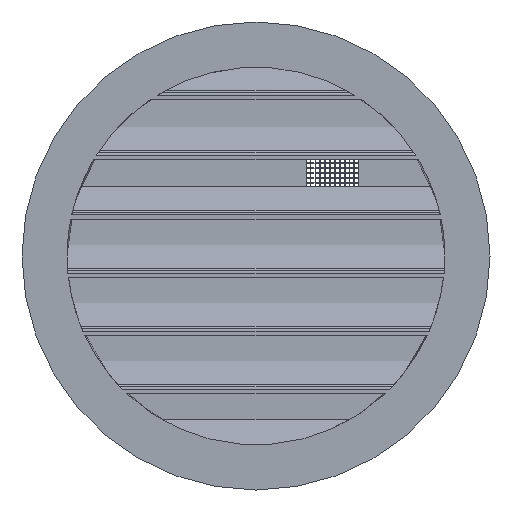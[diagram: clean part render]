
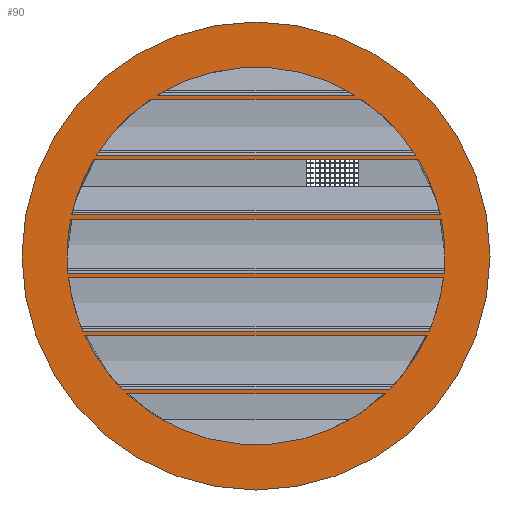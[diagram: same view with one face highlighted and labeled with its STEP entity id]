
A CAD part, front view. The second image highlights one B-rep face of the part: STEP entity #90.
In plain terms, the highlighted planar face has unit normal (0, -1, 0).
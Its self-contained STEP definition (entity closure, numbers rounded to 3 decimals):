
#90=ADVANCED_FACE('',(#678,#679,#680,#681,#682,#683,#684,#685),#686,.T.);
#678=FACE_OUTER_BOUND('',#2034,.T.);
#679=FACE_BOUND('',#2035,.T.);
#680=FACE_BOUND('',#2036,.T.);
#681=FACE_BOUND('',#2037,.T.);
#682=FACE_BOUND('',#2038,.T.);
#683=FACE_BOUND('',#2039,.T.);
#684=FACE_BOUND('',#2040,.T.);
#685=FACE_BOUND('',#2041,.T.);
#686=PLANE('',#2042);
#2034=EDGE_LOOP('',(#3569,#3570));
#2035=EDGE_LOOP('',(#3571,#3572));
#2036=EDGE_LOOP('',(#3573,#3574,#3575,#3576));
#2037=EDGE_LOOP('',(#3577,#3578,#3579,#3580));
#2038=EDGE_LOOP('',(#3581,#3582,#3583,#3584,#3585,#3586));
#2039=EDGE_LOOP('',(#3587,#3588,#3589,#3590));
#2040=EDGE_LOOP('',(#3591,#3592,#3593,#3594));
#2041=EDGE_LOOP('',(#3595,#3596));
#2042=AXIS2_PLACEMENT_3D('',#3597,#3598,#3599);
#3569=ORIENTED_EDGE('',*,*,#8312,.F.);
#3570=ORIENTED_EDGE('',*,*,#8198,.F.);
#3571=ORIENTED_EDGE('',*,*,#8268,.F.);
#3572=ORIENTED_EDGE('',*,*,#8307,.F.);
#3573=ORIENTED_EDGE('',*,*,#8304,.F.);
#3574=ORIENTED_EDGE('',*,*,#8273,.T.);
#3575=ORIENTED_EDGE('',*,*,#8303,.F.);
#3576=ORIENTED_EDGE('',*,*,#8308,.F.);
#3577=ORIENTED_EDGE('',*,*,#8310,.T.);
#3578=ORIENTED_EDGE('',*,*,#8313,.F.);
#3579=ORIENTED_EDGE('',*,*,#8314,.F.);
#3580=ORIENTED_EDGE('',*,*,#8315,.F.);
#3581=ORIENTED_EDGE('',*,*,#8316,.F.);
#3582=ORIENTED_EDGE('',*,*,#8208,.F.);
#3583=ORIENTED_EDGE('',*,*,#8317,.F.);
#3584=ORIENTED_EDGE('',*,*,#8318,.T.);
#3585=ORIENTED_EDGE('',*,*,#8319,.F.);
#3586=ORIENTED_EDGE('',*,*,#8220,.F.);
#3587=ORIENTED_EDGE('',*,*,#8231,.F.);
#3588=ORIENTED_EDGE('',*,*,#8320,.T.);
#3589=ORIENTED_EDGE('',*,*,#8225,.F.);
#3590=ORIENTED_EDGE('',*,*,#8321,.F.);
#3591=ORIENTED_EDGE('',*,*,#8322,.F.);
#3592=ORIENTED_EDGE('',*,*,#8323,.F.);
#3593=ORIENTED_EDGE('',*,*,#8324,.F.);
#3594=ORIENTED_EDGE('',*,*,#8325,.T.);
#3595=ORIENTED_EDGE('',*,*,#8326,.T.);
#3596=ORIENTED_EDGE('',*,*,#8327,.F.);
#3597=CARTESIAN_POINT('',(7.186,0.0,3.5));
#3598=DIRECTION('',(0.0,-1.0,0.0));
#3599=DIRECTION('',(1.0,0.0,0.0));
#8198=EDGE_CURVE('',#9817,#9813,#9819,.T.);
#8208=EDGE_CURVE('',#9836,#9839,#9840,.T.);
#8220=EDGE_CURVE('',#9861,#9855,#9863,.T.);
#8225=EDGE_CURVE('',#9870,#9872,#9873,.T.);
#8231=EDGE_CURVE('',#9882,#9884,#9885,.T.);
#8268=EDGE_CURVE('',#9946,#9948,#9949,.T.);
#8273=EDGE_CURVE('',#9952,#9956,#9958,.T.);
#8303=EDGE_CURVE('',#10009,#9956,#10011,.T.);
#8304=EDGE_CURVE('',#9952,#10012,#10013,.T.);
#8307=EDGE_CURVE('',#9948,#9946,#10016,.T.);
#8308=EDGE_CURVE('',#10012,#10009,#10017,.T.);
#8310=EDGE_CURVE('',#10020,#10018,#10021,.T.);
#8312=EDGE_CURVE('',#9813,#9817,#10023,.T.);
#8313=EDGE_CURVE('',#10024,#10018,#10025,.T.);
#8314=EDGE_CURVE('',#10026,#10024,#10027,.T.);
#8315=EDGE_CURVE('',#10020,#10026,#10028,.T.);
#8316=EDGE_CURVE('',#9839,#9861,#10029,.T.);
#8317=EDGE_CURVE('',#10030,#9836,#10031,.T.);
#8318=EDGE_CURVE('',#10030,#10032,#10033,.T.);
#8319=EDGE_CURVE('',#9855,#10032,#10034,.T.);
#8320=EDGE_CURVE('',#9882,#9872,#10035,.T.);
#8321=EDGE_CURVE('',#9884,#9870,#10036,.T.);
#8322=EDGE_CURVE('',#10037,#10038,#10039,.T.);
#8323=EDGE_CURVE('',#10040,#10037,#10041,.T.);
#8324=EDGE_CURVE('',#10042,#10040,#10043,.T.);
#8325=EDGE_CURVE('',#10042,#10038,#10044,.T.);
#8326=EDGE_CURVE('',#10045,#10046,#10047,.T.);
#8327=EDGE_CURVE('',#10045,#10046,#10048,.T.);
#9813=VERTEX_POINT('',#12507);
#9817=VERTEX_POINT('',#12512);
#9819=CIRCLE('',#12515,86.5);
#9836=VERTEX_POINT('',#12550);
#9839=VERTEX_POINT('',#12554);
#9840=CIRCLE('',#12555,69.8);
#9855=VERTEX_POINT('',#12606);
#9861=VERTEX_POINT('',#12622);
#9863=CIRCLE('',#12631,69.8);
#9870=VERTEX_POINT('',#12639);
#9872=VERTEX_POINT('',#12648);
#9873=CIRCLE('',#12649,69.8);
#9882=VERTEX_POINT('',#12725);
#9884=VERTEX_POINT('',#12727);
#9885=CIRCLE('',#12728,69.8);
#9946=VERTEX_POINT('',#13056);
#9948=VERTEX_POINT('',#13063);
#9949=LINE('',#13064,#13065);
#9952=VERTEX_POINT('',#13073);
#9956=VERTEX_POINT('',#13078);
#9958=LINE('',#13080,#13081);
#10009=VERTEX_POINT('',#13144);
#10011=CIRCLE('',#13153,69.8);
#10012=VERTEX_POINT('',#13154);
#10013=CIRCLE('',#13155,69.8);
#10016=CIRCLE('',#13165,69.8);
#10017=LINE('',#13166,#13167);
#10018=VERTEX_POINT('',#13168);
#10020=VERTEX_POINT('',#13170);
#10021=LINE('',#13171,#13172);
#10023=CIRCLE('',#13174,86.5);
#10024=VERTEX_POINT('',#13175);
#10025=CIRCLE('',#13176,69.8);
#10026=VERTEX_POINT('',#13177);
#10027=LINE('',#13178,#13179);
#10028=CIRCLE('',#13180,69.8);
#10029=LINE('',#13181,#13182);
#10030=VERTEX_POINT('',#13183);
#10031=CIRCLE('',#13184,69.8);
#10032=VERTEX_POINT('',#13185);
#10033=LINE('',#13186,#13187);
#10034=CIRCLE('',#13188,69.8);
#10035=LINE('',#13189,#13190);
#10036=LINE('',#13191,#13192);
#10037=VERTEX_POINT('',#13193);
#10038=VERTEX_POINT('',#13194);
#10039=CIRCLE('',#13195,69.8);
#10040=VERTEX_POINT('',#13196);
#10041=LINE('',#13197,#13198);
#10042=VERTEX_POINT('',#13199);
#10043=CIRCLE('',#13200,69.8);
#10044=LINE('',#13201,#13202);
#10045=VERTEX_POINT('',#13203);
#10046=VERTEX_POINT('',#13204);
#10047=LINE('',#13205,#13206);
#10048=CIRCLE('',#13207,69.8);
#12507=CARTESIAN_POINT('',(86.5,0.0,3.5));
#12512=CARTESIAN_POINT('',(-86.5,0.0,3.5));
#12515=AXIS2_PLACEMENT_3D('',#17174,#17175,#17176);
#12550=CARTESIAN_POINT('',(-69.8,0.0,3.5));
#12554=CARTESIAN_POINT('',(-69.513,0.0,-2.827));
#12555=AXIS2_PLACEMENT_3D('',#17188,#17189,#17190);
#12606=CARTESIAN_POINT('',(69.8,0.0,3.5));
#12622=CARTESIAN_POINT('',(69.513,0.0,-2.827));
#12631=AXIS2_PLACEMENT_3D('',#17200,#17201,#17202);
#12639=CARTESIAN_POINT('',(64.013,0.0,-24.327));
#12648=CARTESIAN_POINT('',(69.353,0.,-4.385));
#12649=AXIS2_PLACEMENT_3D('',#17210,#17211,#17212);
#12725=CARTESIAN_POINT('',(-69.353,0.,-4.385));
#12727=CARTESIAN_POINT('',(-64.013,0.0,-24.327));
#12728=AXIS2_PLACEMENT_3D('',#17220,#17221,#17222);
#13056=CARTESIAN_POINT('',(-36.537,0.0,62.973));
#13063=CARTESIAN_POINT('',(36.537,0.0,62.973));
#13064=CARTESIAN_POINT('',(0.,0.0,62.973));
#13065=VECTOR('',#17255,1.0);
#13073=CARTESIAN_POINT('',(-38.961,0.,61.415));
#13078=CARTESIAN_POINT('',(38.961,0.,61.415));
#13080=CARTESIAN_POINT('',(-77.5,0.,61.415));
#13081=VECTOR('',#17263,1.0);
#13144=CARTESIAN_POINT('',(59.078,0.0,40.673));
#13153=AXIS2_PLACEMENT_3D('',#17324,#17325,#17326);
#13154=CARTESIAN_POINT('',(-59.078,0.0,40.673));
#13155=AXIS2_PLACEMENT_3D('',#17327,#17328,#17329);
#13165=AXIS2_PLACEMENT_3D('',#17333,#17334,#17335);
#13166=CARTESIAN_POINT('',(0.,0.0,40.673));
#13167=VECTOR('',#17336,1.0);
#13168=CARTESIAN_POINT('',(60.03,0.,39.115));
#13170=CARTESIAN_POINT('',(-60.03,0.,39.115));
#13171=CARTESIAN_POINT('',(-77.5,0.,39.115));
#13172=VECTOR('',#17340,1.0);
#13174=AXIS2_PLACEMENT_3D('',#17344,#17345,#17346);
#13175=CARTESIAN_POINT('',(68.131,0.0,18.673));
#13176=AXIS2_PLACEMENT_3D('',#17347,#17348,#17349);
#13177=CARTESIAN_POINT('',(-68.131,0.0,18.673));
#13178=CARTESIAN_POINT('',(0.,0.0,18.673));
#13179=VECTOR('',#17350,1.0);
#13180=AXIS2_PLACEMENT_3D('',#17351,#17352,#17353);
#13181=CARTESIAN_POINT('',(0.,0.0,-2.827));
#13182=VECTOR('',#17354,1.0);
#13183=CARTESIAN_POINT('',(-68.459,0.,17.115));
#13184=AXIS2_PLACEMENT_3D('',#17355,#17356,#17357);
#13185=CARTESIAN_POINT('',(68.459,0.,17.115));
#13186=CARTESIAN_POINT('',(-77.5,0.,17.115));
#13187=VECTOR('',#17358,1.0);
#13188=AXIS2_PLACEMENT_3D('',#17359,#17360,#17361);
#13189=CARTESIAN_POINT('',(-77.5,0.,-4.385));
#13190=VECTOR('',#17362,1.0);
#13191=CARTESIAN_POINT('',(0.,0.0,-24.327));
#13192=VECTOR('',#17363,1.0);
#13193=CARTESIAN_POINT('',(49.385,0.0,-45.827));
#13194=CARTESIAN_POINT('',(63.313,0.,-25.885));
#13195=AXIS2_PLACEMENT_3D('',#17364,#17365,#17366);
#13196=CARTESIAN_POINT('',(-49.385,0.0,-45.827));
#13197=CARTESIAN_POINT('',(0.,0.0,-45.827));
#13198=VECTOR('',#17367,1.0);
#13199=CARTESIAN_POINT('',(-63.313,0.,-25.885));
#13200=AXIS2_PLACEMENT_3D('',#17368,#17369,#17370);
#13201=CARTESIAN_POINT('',(-77.5,0.,-25.885));
#13202=VECTOR('',#17371,1.0);
#13203=CARTESIAN_POINT('',(-47.778,0.,-47.385));
#13204=CARTESIAN_POINT('',(47.778,0.,-47.385));
#13205=CARTESIAN_POINT('',(-77.5,0.,-47.385));
#13206=VECTOR('',#17372,1.0);
#13207=AXIS2_PLACEMENT_3D('',#17373,#17374,#17375);
#17174=CARTESIAN_POINT('',(0.0,0.0,3.5));
#17175=DIRECTION('',(-0.0,1.0,0.0));
#17176=DIRECTION('',(1.0,0.0,0.0));
#17188=CARTESIAN_POINT('',(0.0,0.0,3.5));
#17189=DIRECTION('',(0.0,-1.0,0.0));
#17190=DIRECTION('',(1.0,0.0,0.0));
#17200=CARTESIAN_POINT('',(0.0,0.0,3.5));
#17201=DIRECTION('',(0.0,-1.0,0.0));
#17202=DIRECTION('',(1.0,0.0,0.0));
#17210=CARTESIAN_POINT('',(0.0,0.0,3.5));
#17211=DIRECTION('',(0.0,-1.0,0.0));
#17212=DIRECTION('',(1.0,0.0,0.0));
#17220=CARTESIAN_POINT('',(0.0,0.0,3.5));
#17221=DIRECTION('',(0.0,-1.0,0.0));
#17222=DIRECTION('',(1.0,0.0,0.0));
#17255=DIRECTION('',(1.0,0.,0.));
#17263=DIRECTION('',(1.0,0.0,0.0));
#17324=CARTESIAN_POINT('',(0.0,0.0,3.5));
#17325=DIRECTION('',(0.0,-1.0,0.0));
#17326=DIRECTION('',(1.0,0.0,0.0));
#17327=CARTESIAN_POINT('',(0.0,0.0,3.5));
#17328=DIRECTION('',(0.0,-1.0,0.0));
#17329=DIRECTION('',(1.0,0.0,0.0));
#17333=CARTESIAN_POINT('',(0.0,0.0,3.5));
#17334=DIRECTION('',(0.0,-1.0,0.0));
#17335=DIRECTION('',(1.0,0.0,0.0));
#17336=DIRECTION('',(1.0,0.,0.));
#17340=DIRECTION('',(1.0,0.0,0.0));
#17344=CARTESIAN_POINT('',(0.0,0.0,3.5));
#17345=DIRECTION('',(-0.0,1.0,0.0));
#17346=DIRECTION('',(1.0,0.0,0.0));
#17347=CARTESIAN_POINT('',(0.0,0.0,3.5));
#17348=DIRECTION('',(0.0,-1.0,0.0));
#17349=DIRECTION('',(1.0,0.0,0.0));
#17350=DIRECTION('',(1.0,0.,0.));
#17351=CARTESIAN_POINT('',(0.0,0.0,3.5));
#17352=DIRECTION('',(0.0,-1.0,0.0));
#17353=DIRECTION('',(1.0,0.0,0.0));
#17354=DIRECTION('',(1.0,0.,0.));
#17355=CARTESIAN_POINT('',(0.0,0.0,3.5));
#17356=DIRECTION('',(0.0,-1.0,0.0));
#17357=DIRECTION('',(1.0,0.0,0.0));
#17358=DIRECTION('',(1.0,0.0,0.0));
#17359=CARTESIAN_POINT('',(0.0,0.0,3.5));
#17360=DIRECTION('',(0.0,-1.0,0.0));
#17361=DIRECTION('',(1.0,0.0,0.0));
#17362=DIRECTION('',(1.0,0.0,0.0));
#17363=DIRECTION('',(1.0,0.,0.));
#17364=CARTESIAN_POINT('',(0.0,0.0,3.5));
#17365=DIRECTION('',(0.0,-1.0,0.0));
#17366=DIRECTION('',(1.0,0.0,0.0));
#17367=DIRECTION('',(1.0,0.,0.));
#17368=CARTESIAN_POINT('',(0.0,0.0,3.5));
#17369=DIRECTION('',(0.0,-1.0,0.0));
#17370=DIRECTION('',(1.0,0.0,0.0));
#17371=DIRECTION('',(1.0,0.0,0.0));
#17372=DIRECTION('',(1.0,0.0,0.0));
#17373=CARTESIAN_POINT('',(0.0,0.0,3.5));
#17374=DIRECTION('',(0.0,-1.0,0.0));
#17375=DIRECTION('',(1.0,0.0,0.0));
